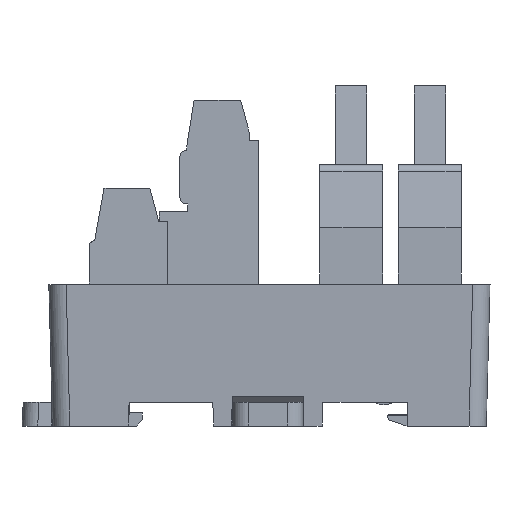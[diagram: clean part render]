
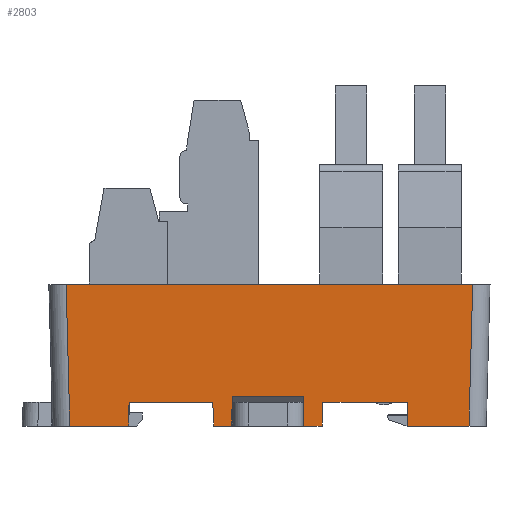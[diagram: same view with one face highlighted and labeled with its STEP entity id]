
A CAD part, left-side view. The second image highlights one B-rep face of the part: STEP entity #2803.
In plain terms, the highlighted planar face has unit normal (-1, 0, -0.026).
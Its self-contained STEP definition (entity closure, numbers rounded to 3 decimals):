
#1483=FACE_OUTER_BOUND('',#5917,.T.);
#2803=ADVANCED_FACE('',(#1483),#4161,.T.);
#4161=PLANE('',#26850);
#5917=EDGE_LOOP('',(#8617,#8618,#8619,#8620,#8621,#8622,#8623,#8624,#8625,
#8626,#8627,#8628,#8629,#8630,#8631,#8632));
#8617=ORIENTED_EDGE('',*,*,#17605,.T.);
#8618=ORIENTED_EDGE('',*,*,#17862,.F.);
#8619=ORIENTED_EDGE('',*,*,#17863,.T.);
#8620=ORIENTED_EDGE('',*,*,#17864,.F.);
#8621=ORIENTED_EDGE('',*,*,#17865,.T.);
#8622=ORIENTED_EDGE('',*,*,#17866,.F.);
#8623=ORIENTED_EDGE('',*,*,#17867,.T.);
#8624=ORIENTED_EDGE('',*,*,#17868,.T.);
#8625=ORIENTED_EDGE('',*,*,#17591,.T.);
#8626=ORIENTED_EDGE('',*,*,#17857,.T.);
#8627=ORIENTED_EDGE('',*,*,#17786,.T.);
#8628=ORIENTED_EDGE('',*,*,#17860,.T.);
#8629=ORIENTED_EDGE('',*,*,#17764,.F.);
#8630=ORIENTED_EDGE('',*,*,#17861,.T.);
#8631=ORIENTED_EDGE('',*,*,#17782,.T.);
#8632=ORIENTED_EDGE('',*,*,#17799,.F.);
#15077=VERTEX_POINT('',#36417);
#15078=VERTEX_POINT('',#36419);
#15091=VERTEX_POINT('',#36445);
#15092=VERTEX_POINT('',#36447);
#15206=VERTEX_POINT('',#36763);
#15207=VERTEX_POINT('',#36764);
#15217=VERTEX_POINT('',#36793);
#15218=VERTEX_POINT('',#36795);
#15221=VERTEX_POINT('',#36802);
#15222=VERTEX_POINT('',#36804);
#15259=VERTEX_POINT('',#36958);
#15260=VERTEX_POINT('',#36960);
#15261=VERTEX_POINT('',#36962);
#15262=VERTEX_POINT('',#36964);
#15263=VERTEX_POINT('',#36966);
#15264=VERTEX_POINT('',#36968);
#17591=EDGE_CURVE('',#15078,#15077,#21127,.T.);
#17605=EDGE_CURVE('',#15092,#15091,#21139,.T.);
#17764=EDGE_CURVE('',#15206,#15207,#21293,.T.);
#17782=EDGE_CURVE('',#15218,#15217,#21307,.T.);
#17786=EDGE_CURVE('',#15222,#15221,#21309,.T.);
#17799=EDGE_CURVE('',#15092,#15217,#21321,.T.);
#17857=EDGE_CURVE('',#15077,#15222,#21375,.T.);
#17860=EDGE_CURVE('',#15221,#15207,#21378,.T.);
#17861=EDGE_CURVE('',#15206,#15218,#21379,.T.);
#17862=EDGE_CURVE('',#15259,#15091,#21380,.T.);
#17863=EDGE_CURVE('',#15259,#15260,#21381,.T.);
#17864=EDGE_CURVE('',#15261,#15260,#21382,.T.);
#17865=EDGE_CURVE('',#15261,#15262,#21383,.T.);
#17866=EDGE_CURVE('',#15263,#15262,#21384,.T.);
#17867=EDGE_CURVE('',#15263,#15264,#21385,.T.);
#17868=EDGE_CURVE('',#15264,#15078,#21386,.T.);
#21127=LINE('',#36418,#24147);
#21139=LINE('',#36446,#24159);
#21293=LINE('',#36762,#24313);
#21307=LINE('',#36794,#24327);
#21309=LINE('',#36803,#24329);
#21321=LINE('',#36828,#24341);
#21375=LINE('',#36946,#24395);
#21378=LINE('',#36951,#24398);
#21379=LINE('',#36955,#24399);
#21380=LINE('',#36957,#24400);
#21381=LINE('',#36959,#24401);
#21382=LINE('',#36961,#24402);
#21383=LINE('',#36963,#24403);
#21384=LINE('',#36965,#24404);
#21385=LINE('',#36967,#24405);
#21386=LINE('',#36969,#24406);
#24147=VECTOR('',#29226,1.);
#24159=VECTOR('',#29242,1.);
#24313=VECTOR('',#29492,1.);
#24327=VECTOR('',#29518,1.);
#24329=VECTOR('',#29526,1.);
#24341=VECTOR('',#29546,1.);
#24395=VECTOR('',#29672,1.);
#24398=VECTOR('',#29679,1.);
#24399=VECTOR('',#29686,1.);
#24400=VECTOR('',#29689,1.);
#24401=VECTOR('',#29690,1.);
#24402=VECTOR('',#29691,1.);
#24403=VECTOR('',#29692,1.);
#24404=VECTOR('',#29693,1.);
#24405=VECTOR('',#29694,1.);
#24406=VECTOR('',#29695,1.);
#26850=AXIS2_PLACEMENT_3D('',#36970,#29696,#29697);
#29226=DIRECTION('',(0.,-1.,0.));
#29242=DIRECTION('',(0.,-1.,0.));
#29492=DIRECTION('',(0.,-1.,0.));
#29518=DIRECTION('',(0.,-1.,0.));
#29526=DIRECTION('',(0.,-1.,0.));
#29546=DIRECTION('',(0.026,0.017,-1.));
#29672=DIRECTION('',(0.026,-0.017,-1.));
#29679=DIRECTION('',(-0.026,-0.026,0.999));
#29686=DIRECTION('',(0.026,-0.026,-0.999));
#29689=DIRECTION('',(-0.026,0.035,0.999));
#29690=DIRECTION('',(0.,-1.,0.));
#29691=DIRECTION('',(0.026,0.009,-1.));
#29692=DIRECTION('',(0.,-1.,0.));
#29693=DIRECTION('',(-0.026,0.009,1.));
#29694=DIRECTION('',(0.,-1.,0.));
#29695=DIRECTION('',(-0.026,-0.035,0.999));
#29696=DIRECTION('',(-1.,0.,-0.026));
#29697=DIRECTION('',(-0.026,0.,1.));
#36417=CARTESIAN_POINT('',(-464.557,-17.314,-13.25));
#36418=CARTESIAN_POINT('',(-464.557,0.436,-13.25));
#36419=CARTESIAN_POINT('',(-464.557,-6.564,-13.25));
#36445=CARTESIAN_POINT('',(-464.557,7.436,-13.25));
#36446=CARTESIAN_POINT('',(-464.557,0.436,-13.25));
#36447=CARTESIAN_POINT('',(-464.557,18.086,-13.25));
#36762=CARTESIAN_POINT('',(-464.95,-0.064,1.75));
#36763=CARTESIAN_POINT('',(-464.95,26.087,1.75));
#36764=CARTESIAN_POINT('',(-464.95,-25.615,1.75));
#36793=CARTESIAN_POINT('',(-464.479,18.138,-16.25));
#36794=CARTESIAN_POINT('',(-464.479,0.436,-16.25));
#36795=CARTESIAN_POINT('',(-464.479,25.616,-16.25));
#36802=CARTESIAN_POINT('',(-464.479,-25.143,-16.25));
#36803=CARTESIAN_POINT('',(-464.479,-0.064,-16.25));
#36804=CARTESIAN_POINT('',(-464.479,-17.366,-16.25));
#36828=CARTESIAN_POINT('',(-464.526,18.107,-14.454));
#36946=CARTESIAN_POINT('',(-464.958,-17.047,2.044));
#36951=CARTESIAN_POINT('',(-464.933,-25.597,1.09));
#36955=CARTESIAN_POINT('',(-464.933,26.07,1.09));
#36957=CARTESIAN_POINT('',(-464.526,7.394,-14.452));
#36958=CARTESIAN_POINT('',(-464.479,7.331,-16.25));
#36959=CARTESIAN_POINT('',(-464.479,0.436,-16.25));
#36960=CARTESIAN_POINT('',(-464.479,5.012,-16.25));
#36961=CARTESIAN_POINT('',(-464.951,4.855,1.79));
#36962=CARTESIAN_POINT('',(-464.576,4.98,-12.524));
#36963=CARTESIAN_POINT('',(-464.576,-209.009,-12.524));
#36964=CARTESIAN_POINT('',(-464.576,-4.108,-12.524));
#36965=CARTESIAN_POINT('',(-464.951,-3.983,1.782));
#36966=CARTESIAN_POINT('',(-464.479,-4.14,-16.25));
#36967=CARTESIAN_POINT('',(-464.479,0.436,-16.25));
#36968=CARTESIAN_POINT('',(-464.479,-6.459,-16.25));
#36969=CARTESIAN_POINT('',(-464.944,-7.079,1.503));
#36970=CARTESIAN_POINT('',(-464.95,-0.064,1.747));
